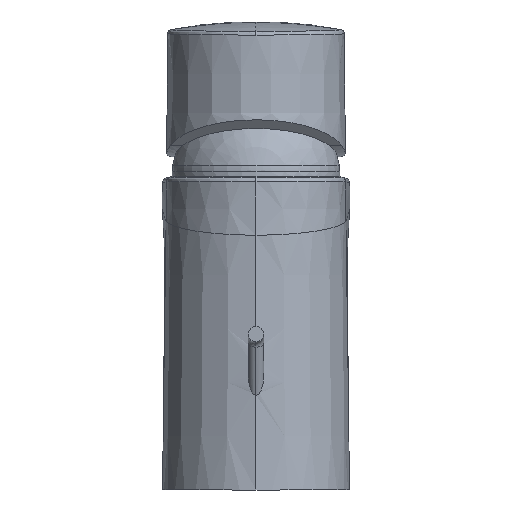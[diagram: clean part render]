
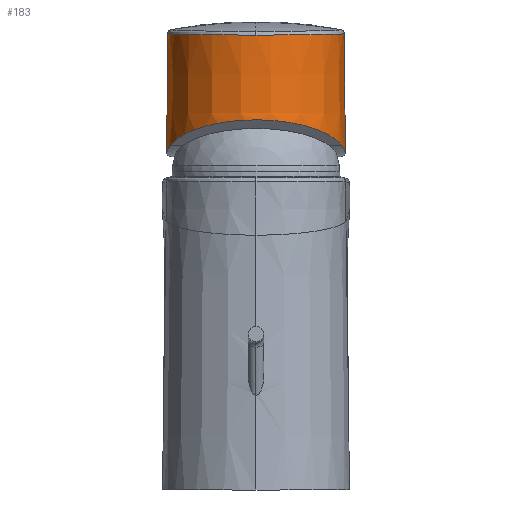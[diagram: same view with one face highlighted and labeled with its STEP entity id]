
A CAD part, left-side view. The second image highlights one B-rep face of the part: STEP entity #183.
In plain terms, the highlighted conical face has half-angle 0.603 degrees and reference radius 22.96 mm.
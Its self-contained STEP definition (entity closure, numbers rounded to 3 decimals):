
#183=ADVANCED_FACE('NONE',(#382),#383,.T.);
#382=FACE_OUTER_BOUND('',#13484,.T.);
#383=CONICAL_SURFACE('',#13485,22.96,0.011);
#13484=EDGE_LOOP('',(#14366,#14367,#14368,#14369,#14370,#14371,#14372));
#13485=AXIS2_PLACEMENT_3D('',#14373,#14374,#14375);
#14366=ORIENTED_EDGE('',*,*,#14564,.F.);
#14367=ORIENTED_EDGE('',*,*,#14726,.F.);
#14368=ORIENTED_EDGE('',*,*,#14756,.T.);
#14369=ORIENTED_EDGE('',*,*,#14568,.T.);
#14370=ORIENTED_EDGE('',*,*,#14769,.T.);
#14371=ORIENTED_EDGE('',*,*,#14772,.T.);
#14372=ORIENTED_EDGE('',*,*,#14773,.T.);
#14373=CARTESIAN_POINT('',(0.074,0.,85.521));
#14374=DIRECTION('',(0.,-0.0,-1.0));
#14375=DIRECTION('',(0.0,1.0,0.0));
#14564=EDGE_CURVE('NONE',#14860,#14862,#14863,.T.);
#14568=EDGE_CURVE('NONE',#14870,#14868,#14871,.T.);
#14726=EDGE_CURVE('NONE',#15123,#14860,#15125,.T.);
#14756=EDGE_CURVE('NONE',#15123,#14870,#15171,.T.);
#14769=EDGE_CURVE('NONE',#14868,#15186,#15188,.T.);
#14772=EDGE_CURVE('NONE',#15186,#15191,#15192,.T.);
#14773=EDGE_CURVE('NONE',#15191,#14862,#15193,.T.);
#14860=VERTEX_POINT('NONE',#15364);
#14862=VERTEX_POINT('NONE',#15369);
#14863=LINE('',#15370,#15371);
#14868=VERTEX_POINT('NONE',#15385);
#14870=VERTEX_POINT('NONE',#15396);
#14871=LINE('',#15397,#15398);
#15123=VERTEX_POINT('NONE',#17701);
#15125=B_SPLINE_CURVE_WITH_KNOTS('',3,(#17708,#17709,#17710,#17711,#17712,#17713,#17714,#17715,#17716,#17717,#17718,#17719,#17720,#17721,#17722,#17723,#17724,#17725,#17726,#17727,#17728,#17729,#17730,#17731,#17732,#17733,#17734,#17735,#17736,#17737,#17738),.UNSPECIFIED.,.F.,.F.,(4,2,2,2,1,2,2,2,2,2,2,2,2,2,2,4),(0.0,0.002,0.004,0.007,0.009,0.011,0.012,0.013,0.018,0.02,0.022,0.027,0.029,0.031,0.033,0.036),.UNSPECIFIED.);
#15171=B_SPLINE_CURVE_WITH_KNOTS('',3,(#18272,#18273,#18274,#18275,#18276,#18277,#18278,#18279,#18280,#18281,#18282,#18283,#18284,#18285,#18286,#18287,#18288,#18289,#18290,#18291,#18292,#18293,#18294,#18295,#18296,#18297,#18298,#18299,#18300,#18301,#18302),.UNSPECIFIED.,.F.,.F.,(4,2,2,2,1,2,2,2,2,2,2,2,2,2,2,4),(0.0,0.002,0.004,0.007,0.009,0.011,0.012,0.013,0.018,0.02,0.022,0.027,0.029,0.031,0.033,0.036),.UNSPECIFIED.);
#15186=VERTEX_POINT('NONE',#18514);
#15188=B_SPLINE_CURVE_WITH_KNOTS('',3,(#18517,#18518,#18519,#18520,#18521,#18522),.UNSPECIFIED.,.F.,.F.,(4,2,4),(0.009,0.012,0.016),.UNSPECIFIED.);
#15191=VERTEX_POINT('NONE',#18541);
#15192=(B_SPLINE_CURVE(3,(#18543,#18544,#18545,#18546),.UNSPECIFIED.,.F.,.F.)B_SPLINE_CURVE_WITH_KNOTS((4,4),(1.865,4.418),.UNSPECIFIED.)RATIONAL_B_SPLINE_CURVE((1.0,0.527,0.527,1.0))BOUNDED_CURVE()REPRESENTATION_ITEM('')GEOMETRIC_REPRESENTATION_ITEM()CURVE());
#15193=B_SPLINE_CURVE_WITH_KNOTS('',3,(#18553,#18554,#18555,#18556,#18557,#18558),.UNSPECIFIED.,.F.,.F.,(4,2,4),(0.,0.003,0.007),.UNSPECIFIED.);
#15364=CARTESIAN_POINT('',(0.062,-22.628,117.127));
#15369=CARTESIAN_POINT('',(0.074,-22.951,86.419));
#15370=CARTESIAN_POINT('',(0.074,-22.96,85.521));
#15371=VECTOR('',#18666,1000.0);
#15385=CARTESIAN_POINT('',(0.074,22.951,86.419));
#15396=CARTESIAN_POINT('',(0.062,22.628,117.127));
#15397=CARTESIAN_POINT('',(0.074,22.96,85.521));
#15398=VECTOR('',#18670,1000.0);
#17701=CARTESIAN_POINT('',(-22.557,0.,116.791));
#17708=CARTESIAN_POINT('',(-22.557,0.,116.791));
#17709=CARTESIAN_POINT('',(-22.558,-0.747,116.788));
#17710=CARTESIAN_POINT('',(-22.521,-1.49,116.793));
#17711=CARTESIAN_POINT('',(-22.374,-2.967,116.797));
#17712=CARTESIAN_POINT('',(-22.265,-3.702,116.799));
#17713=CARTESIAN_POINT('',(-21.973,-5.163,116.804));
#17714=CARTESIAN_POINT('',(-21.791,-5.888,116.807));
#17715=CARTESIAN_POINT('',(-21.359,-7.303,116.815));
#17716=CARTESIAN_POINT('',(-20.861,-8.69,116.824));
#17717=CARTESIAN_POINT('',(-20.23,-10.023,116.835));
#17718=CARTESIAN_POINT('',(-19.706,-11.001,116.844));
#17719=CARTESIAN_POINT('',(-19.523,-11.324,116.847));
#17720=CARTESIAN_POINT('',(-19.14,-11.963,116.853));
#17721=CARTESIAN_POINT('',(-18.94,-12.278,116.857));
#17722=CARTESIAN_POINT('',(-17.906,-13.823,116.874));
#17723=CARTESIAN_POINT('',(-16.97,-14.961,116.888));
#17724=CARTESIAN_POINT('',(-15.405,-16.525,116.912));
#17725=CARTESIAN_POINT('',(-14.857,-17.022,116.92));
#17726=CARTESIAN_POINT('',(-13.704,-17.967,116.937));
#17727=CARTESIAN_POINT('',(-13.105,-18.411,116.946));
#17728=CARTESIAN_POINT('',(-11.262,-19.641,116.973));
#17729=CARTESIAN_POINT('',(-9.963,-20.336,116.991));
#17730=CARTESIAN_POINT('',(-7.91,-21.187,117.02));
#17731=CARTESIAN_POINT('',(-7.204,-21.439,117.029));
#17732=CARTESIAN_POINT('',(-5.784,-21.87,117.049));
#17733=CARTESIAN_POINT('',(-5.067,-22.049,117.059));
#17734=CARTESIAN_POINT('',(-3.622,-22.336,117.079));
#17735=CARTESIAN_POINT('',(-2.894,-22.445,117.089));
#17736=CARTESIAN_POINT('',(-1.425,-22.59,117.105));
#17737=CARTESIAN_POINT('',(-0.685,-22.628,117.114));
#17738=CARTESIAN_POINT('',(0.062,-22.628,117.127));
#18272=CARTESIAN_POINT('',(-22.557,0.,116.791));
#18273=CARTESIAN_POINT('',(-22.558,0.747,116.788));
#18274=CARTESIAN_POINT('',(-22.521,1.49,116.793));
#18275=CARTESIAN_POINT('',(-22.374,2.967,116.797));
#18276=CARTESIAN_POINT('',(-22.265,3.702,116.799));
#18277=CARTESIAN_POINT('',(-21.973,5.163,116.804));
#18278=CARTESIAN_POINT('',(-21.791,5.888,116.807));
#18279=CARTESIAN_POINT('',(-21.359,7.303,116.815));
#18280=CARTESIAN_POINT('',(-20.861,8.69,116.824));
#18281=CARTESIAN_POINT('',(-20.23,10.023,116.835));
#18282=CARTESIAN_POINT('',(-19.706,11.001,116.844));
#18283=CARTESIAN_POINT('',(-19.523,11.324,116.847));
#18284=CARTESIAN_POINT('',(-19.14,11.963,116.853));
#18285=CARTESIAN_POINT('',(-18.94,12.278,116.857));
#18286=CARTESIAN_POINT('',(-17.906,13.823,116.874));
#18287=CARTESIAN_POINT('',(-16.97,14.961,116.888));
#18288=CARTESIAN_POINT('',(-15.405,16.525,116.912));
#18289=CARTESIAN_POINT('',(-14.857,17.022,116.92));
#18290=CARTESIAN_POINT('',(-13.704,17.967,116.937));
#18291=CARTESIAN_POINT('',(-13.105,18.411,116.946));
#18292=CARTESIAN_POINT('',(-11.262,19.641,116.973));
#18293=CARTESIAN_POINT('',(-9.963,20.336,116.991));
#18294=CARTESIAN_POINT('',(-7.91,21.187,117.02));
#18295=CARTESIAN_POINT('',(-7.204,21.439,117.029));
#18296=CARTESIAN_POINT('',(-5.784,21.87,117.049));
#18297=CARTESIAN_POINT('',(-5.067,22.049,117.059));
#18298=CARTESIAN_POINT('',(-3.622,22.336,117.079));
#18299=CARTESIAN_POINT('',(-2.894,22.445,117.089));
#18300=CARTESIAN_POINT('',(-1.425,22.59,117.105));
#18301=CARTESIAN_POINT('',(-0.685,22.628,117.114));
#18302=CARTESIAN_POINT('',(0.062,22.628,117.127));
#18514=CARTESIAN_POINT('',(-6.482,21.973,88.434));
#18517=CARTESIAN_POINT('',(0.074,22.951,86.419));
#18518=CARTESIAN_POINT('',(-1.057,22.948,86.663));
#18519=CARTESIAN_POINT('',(-2.169,22.862,86.954));
#18520=CARTESIAN_POINT('',(-4.359,22.533,87.628));
#18521=CARTESIAN_POINT('',(-5.44,22.288,88.013));
#18522=CARTESIAN_POINT('',(-6.482,21.973,88.434));
#18541=CARTESIAN_POINT('',(-6.482,-21.973,88.434));
#18543=CARTESIAN_POINT('',(-6.482,21.973,88.434));
#18544=CARTESIAN_POINT('',(-33.108,13.91,99.191));
#18545=CARTESIAN_POINT('',(-33.108,-13.91,99.191));
#18546=CARTESIAN_POINT('',(-6.482,-21.973,88.434));
#18553=CARTESIAN_POINT('',(-6.482,-21.973,88.434));
#18554=CARTESIAN_POINT('',(-5.438,-22.289,88.012));
#18555=CARTESIAN_POINT('',(-4.371,-22.531,87.632));
#18556=CARTESIAN_POINT('',(-2.186,-22.86,86.959));
#18557=CARTESIAN_POINT('',(-1.07,-22.948,86.666));
#18558=CARTESIAN_POINT('',(0.074,-22.951,86.419));
#18666=DIRECTION('',(0.,-0.011,-1.));
#18670=DIRECTION('',(0.,0.011,-1.));
